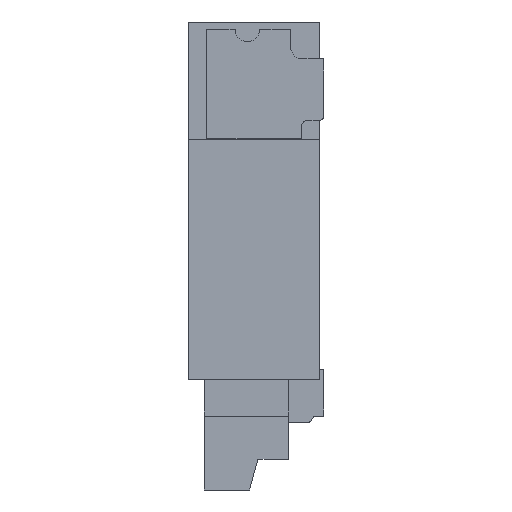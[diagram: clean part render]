
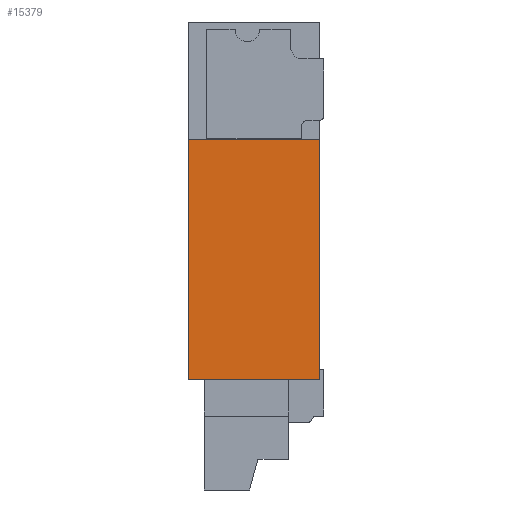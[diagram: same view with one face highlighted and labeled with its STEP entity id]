
A CAD part, left-side view. The second image highlights one B-rep face of the part: STEP entity #15379.
In plain terms, the highlighted planar face has unit normal (-1, 0, 0).
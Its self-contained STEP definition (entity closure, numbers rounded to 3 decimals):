
#489 = CARTESIAN_POINT ( 'NONE',  ( -3., 0.035, -1. ) ) ;
#870 = PLANE ( 'NONE',  #16280 ) ;
#2096 = EDGE_CURVE ( 'NONE', #8941, #13678, #6611, .T. ) ;
#2321 = FACE_OUTER_BOUND ( 'NONE', #6432, .T. ) ;
#3723 = EDGE_CURVE ( 'NONE', #8941, #8824, #6793, .T. ) ;
#3796 = EDGE_CURVE ( 'NONE', #17362, #13678, #18512, .T. ) ;
#5058 = DIRECTION ( 'NONE',  ( 0., -1., 0. ) ) ;
#5653 = DIRECTION ( 'NONE',  ( 0., 0., 1. ) ) ;
#6432 = EDGE_LOOP ( 'NONE', ( #15167, #8586, #16890, #18789 ) ) ;
#6611 = LINE ( 'NONE', #19268, #10719 ) ;
#6793 = LINE ( 'NONE', #19547, #20251 ) ;
#8586 = ORIENTED_EDGE ( 'NONE', *, *, #10649, .F. ) ;
#8824 = VERTEX_POINT ( 'NONE', #17562 ) ;
#8941 = VERTEX_POINT ( 'NONE', #10184 ) ;
#9261 = DIRECTION ( 'NONE',  ( 0., -1., 0. ) ) ;
#10184 = CARTESIAN_POINT ( 'NONE',  ( -3., 1.1, -1. ) ) ;
#10214 = CARTESIAN_POINT ( 'NONE',  ( -3., 1., 0.95 ) ) ;
#10316 = DIRECTION ( 'NONE',  ( 1., 0., 0. ) ) ;
#10649 = EDGE_CURVE ( 'NONE', #8824, #17362, #20474, .T. ) ;
#10719 = VECTOR ( 'NONE', #5058, 1000. ) ;
#10988 = VECTOR ( 'NONE', #15201, 1000. ) ;
#13554 = CARTESIAN_POINT ( 'NONE',  ( -3., 0.035, 0.95 ) ) ;
#13678 = VERTEX_POINT ( 'NONE', #489 ) ;
#14182 = VECTOR ( 'NONE', #9261, 1000. ) ;
#14241 = CARTESIAN_POINT ( 'NONE',  ( -3., 1., 0.95 ) ) ;
#15167 = ORIENTED_EDGE ( 'NONE', *, *, #3796, .F. ) ;
#15201 = DIRECTION ( 'NONE',  ( 0., 0., -1. ) ) ;
#15379 = ADVANCED_FACE ( 'NONE', ( #2321 ), #870, .F. ) ;
#16280 = AXIS2_PLACEMENT_3D ( 'NONE', #10214, #10316, #5653 ) ;
#16890 = ORIENTED_EDGE ( 'NONE', *, *, #3723, .F. ) ;
#17362 = VERTEX_POINT ( 'NONE', #13554 ) ;
#17562 = CARTESIAN_POINT ( 'NONE',  ( -3., 1.1, 0.95 ) ) ;
#17991 = DIRECTION ( 'NONE',  ( 0., 0., 1. ) ) ;
#18512 = LINE ( 'NONE', #18615, #10988 ) ;
#18615 = CARTESIAN_POINT ( 'NONE',  ( -3., 0.035, 0.95 ) ) ;
#18789 = ORIENTED_EDGE ( 'NONE', *, *, #2096, .T. ) ;
#19268 = CARTESIAN_POINT ( 'NONE',  ( -3., 1., -1. ) ) ;
#19547 = CARTESIAN_POINT ( 'NONE',  ( -3., 1.1, -1. ) ) ;
#20251 = VECTOR ( 'NONE', #17991, 1000. ) ;
#20474 = LINE ( 'NONE', #14241, #14182 ) ;
